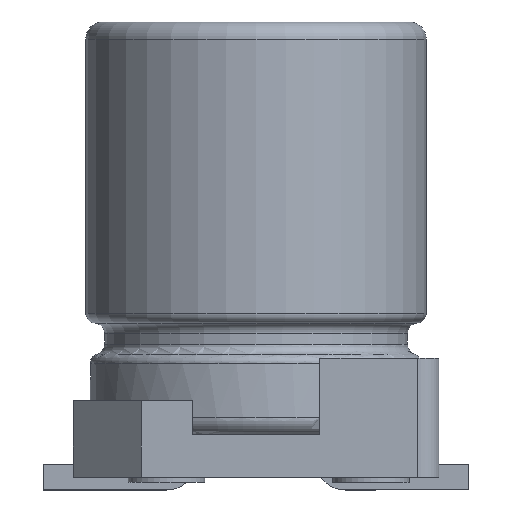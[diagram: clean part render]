
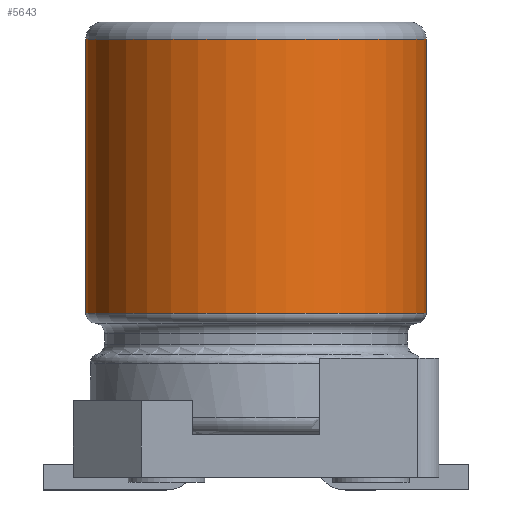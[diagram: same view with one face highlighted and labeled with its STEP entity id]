
A CAD part, front view. The second image highlights one B-rep face of the part: STEP entity #5643.
In plain terms, the highlighted cylindrical face has radius 2 mm (diameter 4 mm), a full revolution.
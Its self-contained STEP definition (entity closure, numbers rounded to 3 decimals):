
#1093=CYLINDRICAL_SURFACE('',#5972,2.);
#2195=ORIENTED_EDGE('',*,*,#2793,.T.);
#2196=ORIENTED_EDGE('',*,*,#2792,.T.);
#2792=EDGE_CURVE('',#3185,#3185,#3302,.T.);
#2793=EDGE_CURVE('',#3186,#3186,#3303,.T.);
#3185=VERTEX_POINT('',#8846);
#3186=VERTEX_POINT('',#8849);
#3302=CIRCLE('',#5971,2.);
#3303=CIRCLE('',#5973,2.);
#3570=EDGE_LOOP('',(#2195));
#3571=EDGE_LOOP('',(#2196));
#3842=FACE_BOUND('',#3570,.T.);
#3843=FACE_BOUND('',#3571,.T.);
#5643=ADVANCED_FACE('',(#3842,#3843),#1093,.T.);
#5971=AXIS2_PLACEMENT_3D('',#8845,#7038,#7039);
#5972=AXIS2_PLACEMENT_3D('',#8847,#7040,#7041);
#5973=AXIS2_PLACEMENT_3D('',#8848,#7042,#7043);
#7038=DIRECTION('',(0.,0.,-1.));
#7039=DIRECTION('',(0.,1.,0.));
#7040=DIRECTION('',(0.,0.,-1.));
#7041=DIRECTION('',(0.,-1.,0.));
#7042=DIRECTION('',(0.,0.,1.));
#7043=DIRECTION('',(0.,-1.,0.));
#8845=CARTESIAN_POINT('',(0.,0.,5.15));
#8846=CARTESIAN_POINT('',(0.,2.,5.15));
#8847=CARTESIAN_POINT('',(0.,0.,5.35));
#8848=CARTESIAN_POINT('',(0.,0.,1.93));
#8849=CARTESIAN_POINT('',(0.,-2.,1.93));
